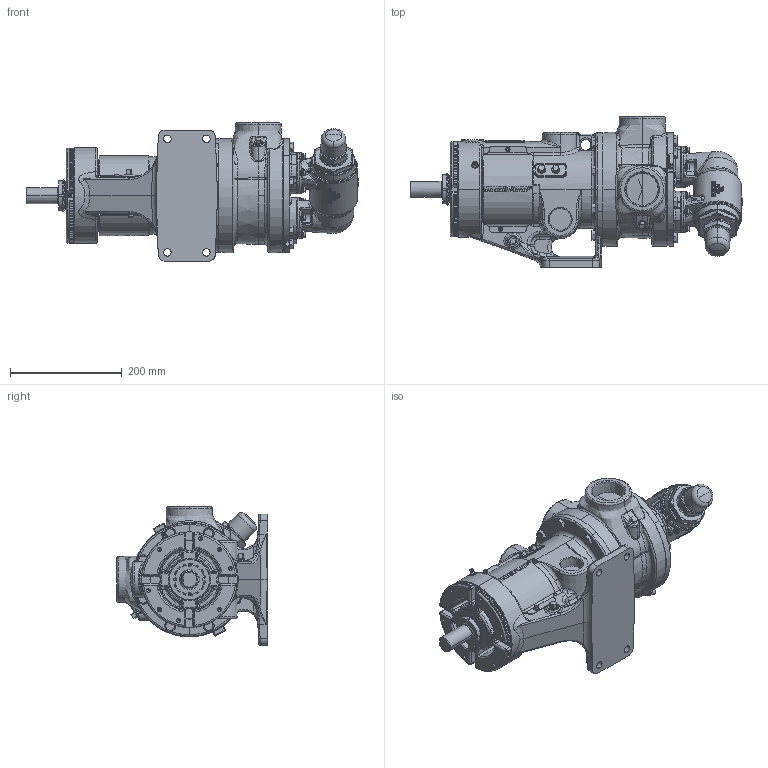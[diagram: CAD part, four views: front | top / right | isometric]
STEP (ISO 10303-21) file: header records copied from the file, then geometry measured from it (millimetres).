
FILE_DESCRIPTION (( 'STEP AP214' ), '1' );
FILE_NAME ('KV-2738.step', '2025-12-05T03:21:43', ( '' ), ( '' ), 'SwSTEP 2.0', 'SolidWorks 2024', '' );
FILE_SCHEMA (( 'AUTOMOTIVE_DESIGN' ));
Length unit declared in the file: inch
Products named in the file (1): KV-2738
Bounding box: 594.53 x 270.1 x 247.87 mm (x, y, z)
Volume: 10039360.3 mm3; surface area: 665406.3 mm2
Topology: 1 solids, 1 shells, 5053 faces, 12919 edges, 8027 vertices
Faces by surface type: plane 1728, bspline 1494, cone 847, cylinder 673, torus 221, sphere 90
Entity records: 314026 total; most frequent: CARTESIAN_POINT 204245, ORIENTED_EDGE 25600, DIRECTION 18825, EDGE_CURVE 12800, VERTEX_POINT 8020, AXIS2_PLACEMENT_3D 7118, EDGE_LOOP 5366, FACE_OUTER_BOUND 5053
